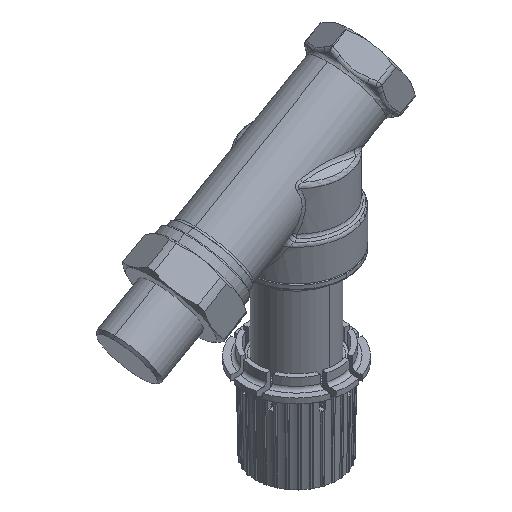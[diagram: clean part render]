
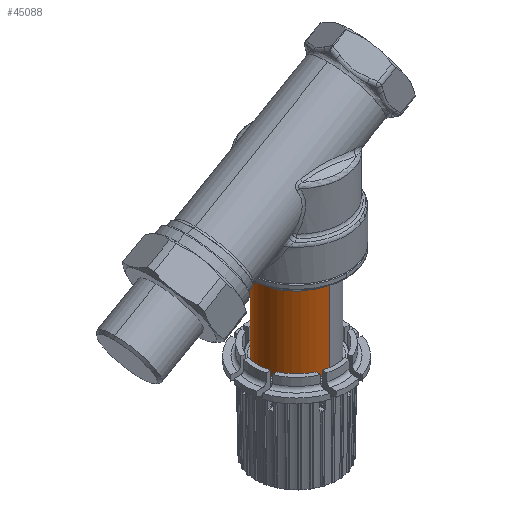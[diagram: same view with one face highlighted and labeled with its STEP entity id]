
A CAD part, isometric view. The second image highlights one B-rep face of the part: STEP entity #45088.
In plain terms, the highlighted cylindrical face has radius 14.7 mm (diameter 29.4 mm), a partial arc.
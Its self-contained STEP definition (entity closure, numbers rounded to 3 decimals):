
#4453=DIRECTION('',(0.,0.,-1.));
#4454=VECTOR('',#4453,35.);
#4455=CARTESIAN_POINT('',(0.,14.7,-44.5));
#4456=LINE('',#4455,#4454);
#16859=CARTESIAN_POINT('',(0.,0.,-79.5));
#16860=DIRECTION('',(0.,0.,-1.));
#16861=DIRECTION('',(0.,-1.,0.));
#16862=AXIS2_PLACEMENT_3D('',#16859,#16860,#16861);
#16864=CARTESIAN_POINT('',(0.,0.,-44.5));
#16865=DIRECTION('',(0.,0.,-1.));
#16866=DIRECTION('',(0.,-1.,0.));
#16867=AXIS2_PLACEMENT_3D('',#16864,#16865,#16866);
#16869=DIRECTION('',(0.,0.,-1.));
#16870=VECTOR('',#16869,35.);
#16871=CARTESIAN_POINT('',(0.,-14.7,-44.5));
#16872=LINE('',#16871,#16870);
#17415=CARTESIAN_POINT('',(0.,-14.7,-44.5));
#17416=CARTESIAN_POINT('',(0.,14.7,-44.5));
#17417=VERTEX_POINT('',#17415);
#17418=VERTEX_POINT('',#17416);
#17435=CARTESIAN_POINT('',(0.,-14.7,-79.5));
#17436=CARTESIAN_POINT('',(0.,14.7,-79.5));
#17437=VERTEX_POINT('',#17435);
#17438=VERTEX_POINT('',#17436);
#45077=CARTESIAN_POINT('',(0.,0.,-22.5));
#45078=DIRECTION('',(0.,0.,-1.));
#45079=DIRECTION('',(0.,-1.,0.));
#45080=AXIS2_PLACEMENT_3D('',#45077,#45078,#45079);
#45081=CYLINDRICAL_SURFACE('',#45080,14.7);
#45082=ORIENTED_EDGE('',*,*,#26858,.T.);
#45083=ORIENTED_EDGE('',*,*,#26835,.F.);
#45084=ORIENTED_EDGE('',*,*,#26787,.F.);
#45085=ORIENTED_EDGE('',*,*,#26832,.T.);
#45086=EDGE_LOOP('',(#45082,#45083,#45084,#45085));
#45087=FACE_OUTER_BOUND('',#45086,.F.);
#16863=CIRCLE('',#16862,14.7);
#16868=CIRCLE('',#16867,14.7);
#26787=EDGE_CURVE('',#17417,#17418,#16868,.T.);
#26832=EDGE_CURVE('',#17417,#17437,#16872,.T.);
#26835=EDGE_CURVE('',#17418,#17438,#4456,.T.);
#26858=EDGE_CURVE('',#17437,#17438,#16863,.T.);
#45088=ADVANCED_FACE('',(#45087),#45081,.T.);
